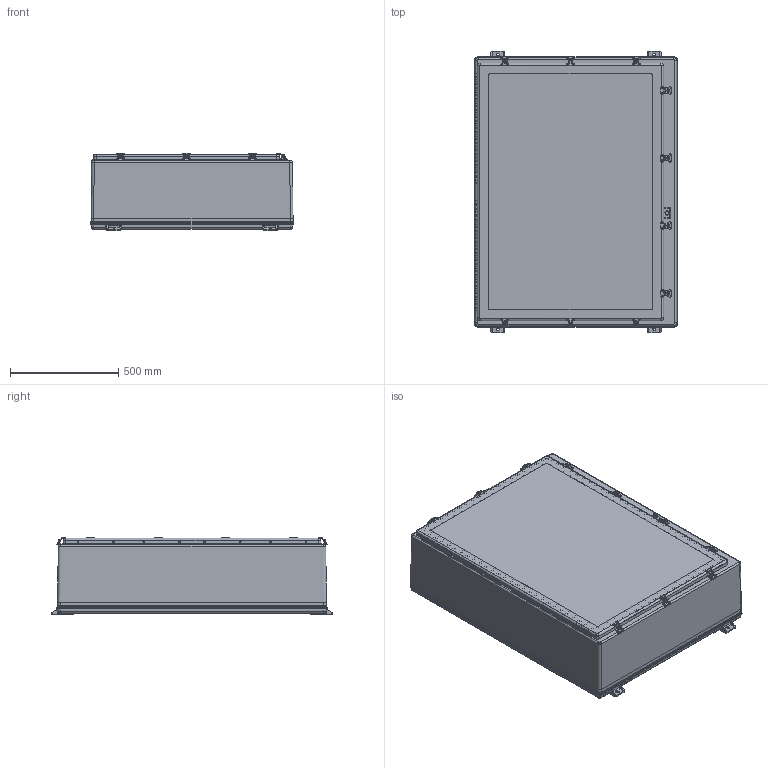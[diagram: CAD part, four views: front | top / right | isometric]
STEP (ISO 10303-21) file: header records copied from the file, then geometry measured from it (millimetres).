
FILE_DESCRIPTION(/* description */ (''),/* implementation_level */ '2;1');
FILE_NAME(/* name */ 'HW-N4X483612CHW.stp',/* time_stamp */ '2014-04-01T14:23:31-05:00',/* author */ ('jtigges'),/* organization */ (''),/* preprocessor_version */ 'ST-DEVELOPER v15.2',/* originating_system */ 'Autodesk Inventor 2014',/* authorisation */ '');
FILE_SCHEMA (('AUTOMOTIVE_DESIGN { 1 0 10303 214 3 1 1 }'));
Length unit declared in the file: inch
Products named in the file (30): WPN4836B; WPN483612SHWT; SS HINGE COVER (20); 0.13 RIVET PIN; SS HINGE PIN (20); SS HINGE BASE  (20); 20(_DQ); 20(_DQ)_1; WPCWN483612HWTPCVR; WINDOW_4836HWT; N483612G; WP4836HWU; LL150  LATCH KEEPER PAD; LL150 LATCH RIVET PIN; LL150 KEEPER PAD ASSEMBLY; LL150 LATCH CAM; LL150 LATCH WING; LL150 LATCH BASE; LL150 LATCH HINGE PIN; N SERIES LL150 LATCH; WT150 LATCH BASE; WT LL150 LATCH CAM; N SERIES WT LL150 LATCH; 0.375-16  INSERT OD-0.563; BP4836AL; HASP; HASP INSERT; HASP SCREW; HASP ASSEMBLY; NW483612HWT_STP
Bounding box: 941.39 x 1302.54 x 357.43 mm (x, y, z)
Volume: 25736776.3 mm3; surface area: 8478492.5 mm2
Topology: 128 solids, 128 shells, 3151 faces, 7605 edges, 4684 vertices
Faces by surface type: cylinder 1248, plane 1193, torus 400, bspline 136, sphere 122, cone 52
Full cylindrical faces by diameter (mm): 1.587 x40, 1.651 x16, 3.175 x82, 3.302 x108, 3.429 x20, 3.5 x20, 3.556 x40, 3.969 x20, 4.762 x20, 5.08 x20, 5.105 x1, 5.11 x1, 6.35 x1, 7.544 x16, 7.798 x8, 8.64 x2, 10.312 x1, 11 x4, 12.7 x2, 12.959 x2, 14.3 x12
Entity records: 35928 total; most frequent: CARTESIAN_POINT 10290, DIRECTION 5437, ORIENTED_EDGE 4784, EDGE_CURVE 2392, AXIS2_PLACEMENT_3D 2098, VERTEX_POINT 1617, EDGE_LOOP 1487, LINE 1241
